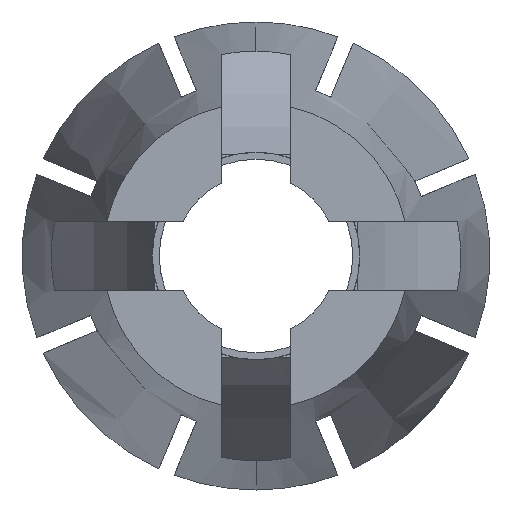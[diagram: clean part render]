
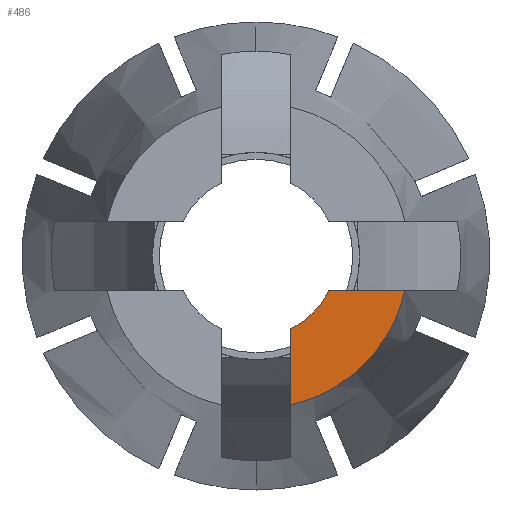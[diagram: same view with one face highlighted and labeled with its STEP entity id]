
A CAD part, left-side view. The second image highlights one B-rep face of the part: STEP entity #486.
In plain terms, the highlighted planar face has unit normal (-1, 0, 0).
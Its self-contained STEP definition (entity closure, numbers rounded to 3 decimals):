
#165 = EDGE_LOOP ( 'NONE', ( #2917, #1627, #1622, #1601 ) ) ;
#486 = ADVANCED_FACE ( 'NONE', ( #3657 ), #896, .T. ) ;
#572 = EDGE_CURVE ( 'NONE', #2403, #2707, #4183, .T. ) ;
#723 = DIRECTION ( 'NONE',  ( -1., 0., 0. ) ) ;
#746 = EDGE_CURVE ( 'NONE', #2707, #1371, #3027, .T. ) ;
#773 = EDGE_CURVE ( 'NONE', #2403, #3162, #3789, .T. ) ;
#831 = CARTESIAN_POINT ( 'NONE',  ( -27.5, -5.541, 0. ) ) ;
#896 = PLANE ( 'NONE',  #995 ) ;
#995 = AXIS2_PLACEMENT_3D ( 'NONE', #831, #723, #1826 ) ;
#1347 = CIRCLE ( 'NONE', #2173, 5.541 ) ;
#1371 = VERTEX_POINT ( 'NONE', #3417 ) ;
#1387 = EDGE_CURVE ( 'NONE', #3162, #1371, #1347, .T. ) ;
#1561 = CARTESIAN_POINT ( 'NONE',  ( -27.5, -1.25, -2.639 ) ) ;
#1601 = ORIENTED_EDGE ( 'NONE', *, *, #773, .F. ) ;
#1622 = ORIENTED_EDGE ( 'NONE', *, *, #1387, .F. ) ;
#1623 = CARTESIAN_POINT ( 'NONE',  ( -27.5, -2.639, -1.25 ) ) ;
#1627 = ORIENTED_EDGE ( 'NONE', *, *, #746, .T. ) ;
#1782 = CARTESIAN_POINT ( 'NONE',  ( -27.5, 0., 0. ) ) ;
#1826 = DIRECTION ( 'NONE',  ( 0., 0., 1. ) ) ;
#1842 = DIRECTION ( 'NONE',  ( 1., 0., 0. ) ) ;
#1901 = DIRECTION ( 'NONE',  ( 0., 0., -1. ) ) ;
#2160 = VECTOR ( 'NONE', #3132, 1000. ) ;
#2173 = AXIS2_PLACEMENT_3D ( 'NONE', #3633, #3639, #3645 ) ;
#2403 = VERTEX_POINT ( 'NONE', #1623 ) ;
#2707 = VERTEX_POINT ( 'NONE', #1561 ) ;
#2839 = AXIS2_PLACEMENT_3D ( 'NONE', #1782, #1842, #1901 ) ;
#2917 = ORIENTED_EDGE ( 'NONE', *, *, #572, .T. ) ;
#3027 = LINE ( 'NONE', #3215, #2160 ) ;
#3132 = DIRECTION ( 'NONE',  ( 0., 0., -1. ) ) ;
#3162 = VERTEX_POINT ( 'NONE', #3536 ) ;
#3215 = CARTESIAN_POINT ( 'NONE',  ( -27.5, -1.25, 0. ) ) ;
#3417 = CARTESIAN_POINT ( 'NONE',  ( -27.5, -1.25, -5.398 ) ) ;
#3536 = CARTESIAN_POINT ( 'NONE',  ( -27.5, -5.398, -1.25 ) ) ;
#3580 = CARTESIAN_POINT ( 'NONE',  ( -27.5, -5.541, -1.25 ) ) ;
#3593 = DIRECTION ( 'NONE',  ( 0., -1., 0. ) ) ;
#3633 = CARTESIAN_POINT ( 'NONE',  ( -27.5, 0., 0. ) ) ;
#3639 = DIRECTION ( 'NONE',  ( 1., 0., 0. ) ) ;
#3645 = DIRECTION ( 'NONE',  ( 0., 0., -1. ) ) ;
#3657 = FACE_OUTER_BOUND ( 'NONE', #165, .T. ) ;
#3789 = LINE ( 'NONE', #3580, #3891 ) ;
#3891 = VECTOR ( 'NONE', #3593, 1000. ) ;
#4183 = CIRCLE ( 'NONE', #2839, 2.92 ) ;
